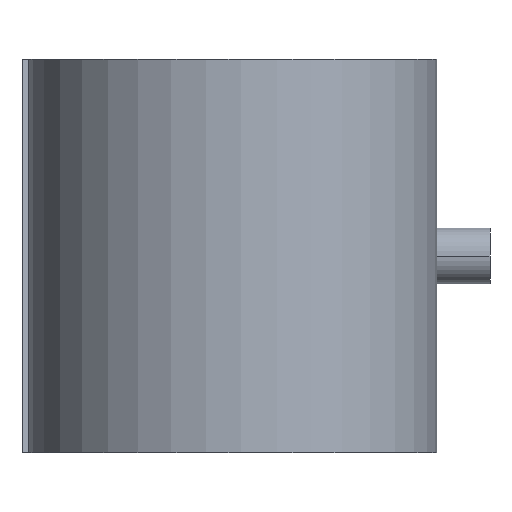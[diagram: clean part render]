
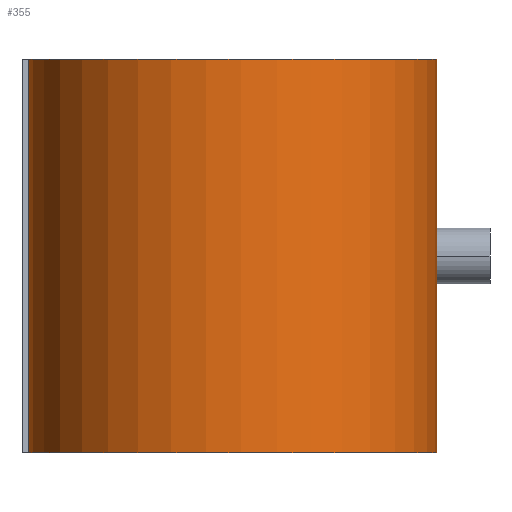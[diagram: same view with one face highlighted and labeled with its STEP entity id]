
A CAD part, front view. The second image highlights one B-rep face of the part: STEP entity #355.
In plain terms, the highlighted cylindrical face has radius 116.767 mm (diameter 233.533 mm), a partial arc.
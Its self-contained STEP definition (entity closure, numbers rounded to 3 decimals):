
#259 = VERTEX_POINT( '', #700 );
#263 = VERTEX_POINT( '', #706 );
#355 = ADVANCED_FACE( '', ( #808 ), #809, .T. );
#459 = VERTEX_POINT( '', #924 );
#505 = EDGE_CURVE( '', #259, #641, #972, .T. );
#531 = EDGE_CURVE( '', #263, #259, #1000, .T. );
#541 = EDGE_CURVE( '', #263, #459, #1011, .T. );
#629 = EDGE_CURVE( '', #641, #459, #1110, .T. );
#641 = VERTEX_POINT( '', #1122 );
#700 = CARTESIAN_POINT( '', ( -116.668, -4.8, -112.5 ) );
#706 = CARTESIAN_POINT( '', ( -116.668, -4.8, 112.5 ) );
#808 = FACE_OUTER_BOUND( '', #1391, .T. );
#809 = CYLINDRICAL_SURFACE( '', #1392, 116.767 );
#924 = CARTESIAN_POINT( '', ( 116.668, 4.8, 112.5 ) );
#972 = CIRCLE( '', #1872, 116.767 );
#1000 = LINE( '', #1910, #1911 );
#1011 = CIRCLE( '', #1924, 116.767 );
#1110 = LINE( '', #2098, #2099 );
#1122 = CARTESIAN_POINT( '', ( 116.668, 4.8, -112.5 ) );
#1391 = EDGE_LOOP( '', ( #2363, #2364, #2365, #2366 ) );
#1392 = AXIS2_PLACEMENT_3D( '', #2367, #2368, #2369 );
#1872 = AXIS2_PLACEMENT_3D( '', #2543, #2544, #2545 );
#1910 = CARTESIAN_POINT( '', ( -116.668, -4.8, 112.5 ) );
#1911 = VECTOR( '', #2574, 1. );
#1924 = AXIS2_PLACEMENT_3D( '', #2585, #2586, #2587 );
#2098 = CARTESIAN_POINT( '', ( 116.668, 4.8, 112.5 ) );
#2099 = VECTOR( '', #2715, 1. );
#2363 = ORIENTED_EDGE( '', *, *, #629, .T. );
#2364 = ORIENTED_EDGE( '', *, *, #541, .F. );
#2365 = ORIENTED_EDGE( '', *, *, #531, .T. );
#2366 = ORIENTED_EDGE( '', *, *, #505, .T. );
#2367 = CARTESIAN_POINT( '', ( 0., 0., 112.5 ) );
#2368 = DIRECTION( '', ( 0., 0., 1. ) );
#2369 = DIRECTION( '', ( -0.999, -0.041, 0. ) );
#2543 = CARTESIAN_POINT( '', ( 0., 0., -112.5 ) );
#2544 = DIRECTION( '', ( 0., 0., 1. ) );
#2545 = DIRECTION( '', ( -0.999, -0.041, 0. ) );
#2574 = DIRECTION( '', ( 0., 0., -1. ) );
#2585 = CARTESIAN_POINT( '', ( 0., 0., 112.5 ) );
#2586 = DIRECTION( '', ( 0., 0., 1. ) );
#2587 = DIRECTION( '', ( -0.999, -0.041, 0. ) );
#2715 = DIRECTION( '', ( 0., 0., 1. ) );
